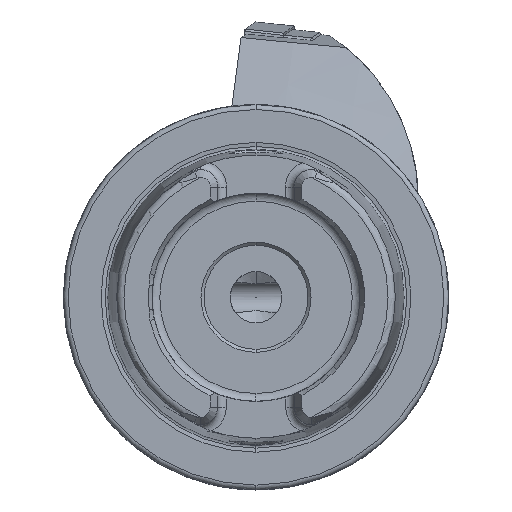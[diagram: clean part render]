
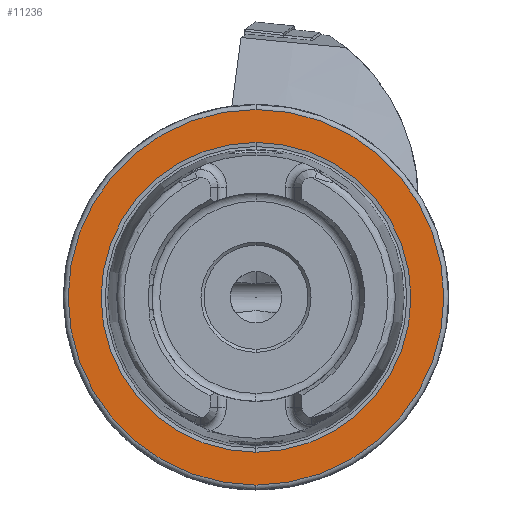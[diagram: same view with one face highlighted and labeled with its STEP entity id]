
A CAD part, left-side view. The second image highlights one B-rep face of the part: STEP entity #11236.
In plain terms, the highlighted planar face has unit normal (-1, 0, 0).
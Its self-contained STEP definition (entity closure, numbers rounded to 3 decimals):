
#8 = DIRECTION ( 'NONE',  ( 0., 0., 1. ) ) ;
#654 = EDGE_CURVE ( 'NONE', #13673, #4057, #6263, .T. ) ;
#944 = DIRECTION ( 'NONE',  ( 0., 0., 1. ) ) ;
#1653 = DIRECTION ( 'NONE',  ( -1., 0., 0. ) ) ;
#2047 = CARTESIAN_POINT ( 'NONE',  ( 0., 30.7, 0. ) ) ;
#2159 = CARTESIAN_POINT ( 'NONE',  ( 0., 0., -30.7 ) ) ;
#2483 = FACE_BOUND ( 'NONE', #15355, .T. ) ;
#2529 = CARTESIAN_POINT ( 'NONE',  ( 0., 0., 0. ) ) ;
#2600 = AXIS2_PLACEMENT_3D ( 'NONE', #2529, #9810, #944 ) ;
#2999 = CARTESIAN_POINT ( 'NONE',  ( 0., 0., 25.324 ) ) ;
#3670 = VERTEX_POINT ( 'NONE', #2159 ) ;
#3704 = EDGE_CURVE ( 'NONE', #3670, #6569, #16402, .T. ) ;
#4057 = VERTEX_POINT ( 'NONE', #13670 ) ;
#5421 = ORIENTED_EDGE ( 'NONE', *, *, #3704, .T. ) ;
#5878 = CARTESIAN_POINT ( 'NONE',  ( 0., 0., 0. ) ) ;
#6033 = CIRCLE ( 'NONE', #2600, 30.7 ) ;
#6263 = CIRCLE ( 'NONE', #15574, 25.324 ) ;
#6569 = VERTEX_POINT ( 'NONE', #16752 ) ;
#7193 = AXIS2_PLACEMENT_3D ( 'NONE', #12288, #9145, #13646 ) ;
#7283 = CIRCLE ( 'NONE', #7193, 25.324 ) ;
#8093 = PLANE ( 'NONE',  #8413 ) ;
#8413 = AXIS2_PLACEMENT_3D ( 'NONE', #2047, #18226, #12381 ) ;
#8655 = EDGE_CURVE ( 'NONE', #6569, #3670, #6033, .T. ) ;
#9145 = DIRECTION ( 'NONE',  ( -1., 0., 0. ) ) ;
#9547 = ORIENTED_EDGE ( 'NONE', *, *, #654, .F. ) ;
#9615 = CARTESIAN_POINT ( 'NONE',  ( 0., 0., 0. ) ) ;
#9810 = DIRECTION ( 'NONE',  ( -1., 0., 0. ) ) ;
#11099 = DIRECTION ( 'NONE',  ( -1., 0., 0. ) ) ;
#11236 = ADVANCED_FACE ( 'NONE', ( #2483, #16966 ), #8093, .F. ) ;
#12288 = CARTESIAN_POINT ( 'NONE',  ( 0., 0., 0. ) ) ;
#12381 = DIRECTION ( 'NONE',  ( 0., 0., -1. ) ) ;
#12418 = ORIENTED_EDGE ( 'NONE', *, *, #12651, .F. ) ;
#12474 = EDGE_LOOP ( 'NONE', ( #15187, #5421 ) ) ;
#12651 = EDGE_CURVE ( 'NONE', #4057, #13673, #7283, .T. ) ;
#13646 = DIRECTION ( 'NONE',  ( 0., 0., 1. ) ) ;
#13670 = CARTESIAN_POINT ( 'NONE',  ( 0., 0., -25.324 ) ) ;
#13673 = VERTEX_POINT ( 'NONE', #2999 ) ;
#13972 = DIRECTION ( 'NONE',  ( 0., 0., 1. ) ) ;
#15187 = ORIENTED_EDGE ( 'NONE', *, *, #8655, .T. ) ;
#15355 = EDGE_LOOP ( 'NONE', ( #9547, #12418 ) ) ;
#15574 = AXIS2_PLACEMENT_3D ( 'NONE', #5878, #1653, #8 ) ;
#16402 = CIRCLE ( 'NONE', #17885, 30.7 ) ;
#16752 = CARTESIAN_POINT ( 'NONE',  ( 0., 0., 30.7 ) ) ;
#16966 = FACE_OUTER_BOUND ( 'NONE', #12474, .T. ) ;
#17885 = AXIS2_PLACEMENT_3D ( 'NONE', #9615, #11099, #13972 ) ;
#18226 = DIRECTION ( 'NONE',  ( 1., 0., 0. ) ) ;
